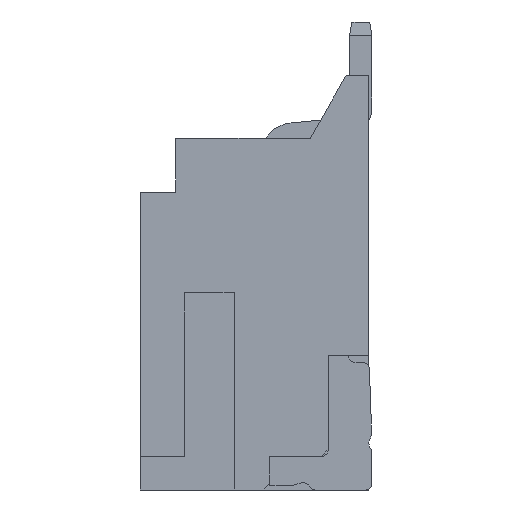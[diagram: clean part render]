
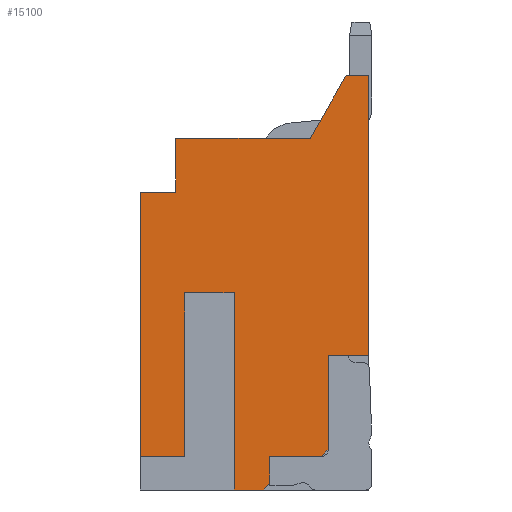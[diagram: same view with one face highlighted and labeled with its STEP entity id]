
A CAD part, left-side view. The second image highlights one B-rep face of the part: STEP entity #15100.
In plain terms, the highlighted planar face has unit normal (-1, 0, 0).
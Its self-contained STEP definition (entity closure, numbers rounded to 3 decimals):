
#113 = VECTOR ( 'NONE', #4118, 1000. ) ;
#142 = CARTESIAN_POINT ( 'NONE',  ( -8., 0., -1.2 ) ) ;
#161 = VERTEX_POINT ( 'NONE', #142 ) ;
#327 = VERTEX_POINT ( 'NONE', #1683 ) ;
#445 = ORIENTED_EDGE ( 'NONE', *, *, #12536, .F. ) ;
#626 = LINE ( 'NONE', #4517, #15720 ) ;
#828 = VERTEX_POINT ( 'NONE', #2694 ) ;
#875 = CARTESIAN_POINT ( 'NONE',  ( -8., -0.8, -1.2 ) ) ;
#895 = EDGE_CURVE ( 'NONE', #327, #9810, #7838, .T. ) ;
#1007 = LINE ( 'NONE', #14903, #2012 ) ;
#1314 = VERTEX_POINT ( 'NONE', #9487 ) ;
#1382 = LINE ( 'NONE', #15127, #2043 ) ;
#1397 = EDGE_CURVE ( 'NONE', #8038, #7952, #10774, .T. ) ;
#1546 = EDGE_CURVE ( 'NONE', #9612, #15925, #5514, .T. ) ;
#1566 = LINE ( 'NONE', #2703, #1980 ) ;
#1632 = CARTESIAN_POINT ( 'NONE',  ( -8., -2.55, -4.85 ) ) ;
#1683 = CARTESIAN_POINT ( 'NONE',  ( -8., -2.1, -3.45 ) ) ;
#1686 = EDGE_LOOP ( 'NONE', ( #10207, #5072, #10544, #11136, #11212, #4405, #3832, #445, #9488, #12320, #15101, #15526, #4047, #12130, #11641, #10263, #3323, #15412 ) ) ;
#1931 = LINE ( 'NONE', #6919, #5636 ) ;
#1980 = VECTOR ( 'NONE', #12794, 1000. ) ;
#2012 = VECTOR ( 'NONE', #3530, 1000. ) ;
#2025 = LINE ( 'NONE', #7085, #11247 ) ;
#2043 = VECTOR ( 'NONE', #11368, 1000. ) ;
#2205 = CARTESIAN_POINT ( 'NONE',  ( -8., 0., -7.1 ) ) ;
#2259 = CARTESIAN_POINT ( 'NONE',  ( -8., -4.2, -4.85 ) ) ;
#2425 = CARTESIAN_POINT ( 'NONE',  ( -8., -2.55, -3.225 ) ) ;
#2509 = DIRECTION ( 'NONE',  ( 0., 0., -1. ) ) ;
#2617 = VERTEX_POINT ( 'NONE', #2259 ) ;
#2683 = CARTESIAN_POINT ( 'NONE',  ( -8., -2.9, -6.025 ) ) ;
#2694 = CARTESIAN_POINT ( 'NONE',  ( -8., -2.9, -7.1 ) ) ;
#2703 = CARTESIAN_POINT ( 'NONE',  ( -8., -2.55, -7.85 ) ) ;
#2840 = CARTESIAN_POINT ( 'NONE',  ( -8., -4.2, -3.225 ) ) ;
#3028 = VECTOR ( 'NONE', #12374, 1000. ) ;
#3080 = VECTOR ( 'NONE', #7916, 1000. ) ;
#3179 = VECTOR ( 'NONE', #4172, 1000. ) ;
#3323 = ORIENTED_EDGE ( 'NONE', *, *, #13195, .T. ) ;
#3527 = VECTOR ( 'NONE', #11039, 1000. ) ;
#3530 = DIRECTION ( 'NONE',  ( 0., 0., 1. ) ) ;
#3832 = ORIENTED_EDGE ( 'NONE', *, *, #1397, .F. ) ;
#3918 = CARTESIAN_POINT ( 'NONE',  ( -8., -1., -7.1 ) ) ;
#4047 = ORIENTED_EDGE ( 'NONE', *, *, #895, .F. ) ;
#4055 = EDGE_CURVE ( 'NONE', #13289, #8240, #6761, .T. ) ;
#4118 = DIRECTION ( 'NONE',  ( 0., 0.707, -0.707 ) ) ;
#4147 = CARTESIAN_POINT ( 'NONE',  ( -8., -4.85, 1.4 ) ) ;
#4172 = DIRECTION ( 'NONE',  ( 0., 1., 0. ) ) ;
#4405 = ORIENTED_EDGE ( 'NONE', *, *, #10113, .F. ) ;
#4517 = CARTESIAN_POINT ( 'NONE',  ( -8., -1., -3.225 ) ) ;
#4839 = CARTESIAN_POINT ( 'NONE',  ( -8., -3.8, 0. ) ) ;
#4961 = FACE_OUTER_BOUND ( 'NONE', #1686, .T. ) ;
#5053 = LINE ( 'NONE', #2683, #3028 ) ;
#5072 = ORIENTED_EDGE ( 'NONE', *, *, #15308, .F. ) ;
#5084 = EDGE_CURVE ( 'NONE', #13067, #828, #1931, .T. ) ;
#5150 = DIRECTION ( 'NONE',  ( 0., -0.496, 0.868 ) ) ;
#5283 = EDGE_CURVE ( 'NONE', #8240, #161, #7055, .T. ) ;
#5514 = LINE ( 'NONE', #12808, #113 ) ;
#5551 = VECTOR ( 'NONE', #11312, 1000. ) ;
#5581 = EDGE_CURVE ( 'NONE', #8193, #15925, #1566, .T. ) ;
#5636 = VECTOR ( 'NONE', #11846, 1000. ) ;
#5905 = VECTOR ( 'NONE', #11018, 1000. ) ;
#6269 = LINE ( 'NONE', #13730, #3527 ) ;
#6375 = LINE ( 'NONE', #11387, #13769 ) ;
#6652 = CARTESIAN_POINT ( 'NONE',  ( -8., -4.05, -7.1 ) ) ;
#6761 = LINE ( 'NONE', #10633, #13737 ) ;
#6916 = VERTEX_POINT ( 'NONE', #15647 ) ;
#6919 = CARTESIAN_POINT ( 'NONE',  ( -8., -2.55, -7.1 ) ) ;
#7055 = LINE ( 'NONE', #8115, #14191 ) ;
#7085 = CARTESIAN_POINT ( 'NONE',  ( -8., -2.55, -1.2 ) ) ;
#7439 = LINE ( 'NONE', #13527, #5551 ) ;
#7838 = LINE ( 'NONE', #15224, #3179 ) ;
#7916 = DIRECTION ( 'NONE',  ( 0., 1., 0. ) ) ;
#7952 = VERTEX_POINT ( 'NONE', #4839 ) ;
#8038 = VERTEX_POINT ( 'NONE', #8976 ) ;
#8056 = DIRECTION ( 'NONE',  ( 0., 1., 0. ) ) ;
#8115 = CARTESIAN_POINT ( 'NONE',  ( -8., 0., -3.225 ) ) ;
#8141 = VECTOR ( 'NONE', #9273, 1000. ) ;
#8164 = EDGE_CURVE ( 'NONE', #8193, #327, #1007, .T. ) ;
#8191 = DIRECTION ( 'NONE',  ( 0., 0., -1. ) ) ;
#8193 = VERTEX_POINT ( 'NONE', #12300 ) ;
#8240 = VERTEX_POINT ( 'NONE', #2205 ) ;
#8270 = EDGE_CURVE ( 'NONE', #6916, #2617, #13913, .T. ) ;
#8931 = EDGE_CURVE ( 'NONE', #6916, #11898, #1382, .T. ) ;
#8976 = CARTESIAN_POINT ( 'NONE',  ( -8., -0.8, 0. ) ) ;
#9188 = LINE ( 'NONE', #4147, #9743 ) ;
#9273 = DIRECTION ( 'NONE',  ( 0., 0., -1. ) ) ;
#9487 = CARTESIAN_POINT ( 'NONE',  ( -8., -4.6, 1.4 ) ) ;
#9488 = ORIENTED_EDGE ( 'NONE', *, *, #11619, .F. ) ;
#9507 = DIRECTION ( 'NONE',  ( 0., -1., 0. ) ) ;
#9612 = VERTEX_POINT ( 'NONE', #14845 ) ;
#9743 = VECTOR ( 'NONE', #13973, 1000. ) ;
#9810 = VERTEX_POINT ( 'NONE', #12884 ) ;
#9909 = PLANE ( 'NONE',  #15885 ) ;
#10113 = EDGE_CURVE ( 'NONE', #7952, #1314, #6375, .T. ) ;
#10192 = CARTESIAN_POINT ( 'NONE',  ( -8., -2.75, -7.85 ) ) ;
#10207 = ORIENTED_EDGE ( 'NONE', *, *, #10889, .F. ) ;
#10263 = ORIENTED_EDGE ( 'NONE', *, *, #1546, .F. ) ;
#10544 = ORIENTED_EDGE ( 'NONE', *, *, #8270, .F. ) ;
#10633 = CARTESIAN_POINT ( 'NONE',  ( -8., -2.55, -7.1 ) ) ;
#10774 = LINE ( 'NONE', #15814, #5905 ) ;
#10889 = EDGE_CURVE ( 'NONE', #13869, #13067, #7439, .T. ) ;
#11018 = DIRECTION ( 'NONE',  ( 0., -1., 0. ) ) ;
#11039 = DIRECTION ( 'NONE',  ( 0., 0., 1. ) ) ;
#11136 = ORIENTED_EDGE ( 'NONE', *, *, #8931, .T. ) ;
#11212 = ORIENTED_EDGE ( 'NONE', *, *, #12624, .F. ) ;
#11247 = VECTOR ( 'NONE', #9507, 1000. ) ;
#11312 = DIRECTION ( 'NONE',  ( 0., 0.707, -0.707 ) ) ;
#11368 = DIRECTION ( 'NONE',  ( 0., 0., 1. ) ) ;
#11387 = CARTESIAN_POINT ( 'NONE',  ( -8., -3.8, 0. ) ) ;
#11619 = EDGE_CURVE ( 'NONE', #161, #13621, #2025, .T. ) ;
#11641 = ORIENTED_EDGE ( 'NONE', *, *, #5581, .T. ) ;
#11826 = DIRECTION ( 'NONE',  ( 0., 0., 1. ) ) ;
#11846 = DIRECTION ( 'NONE',  ( 0., 1., 0. ) ) ;
#11898 = VERTEX_POINT ( 'NONE', #15640 ) ;
#12130 = ORIENTED_EDGE ( 'NONE', *, *, #8164, .F. ) ;
#12300 = CARTESIAN_POINT ( 'NONE',  ( -8., -2.1, -7.85 ) ) ;
#12320 = ORIENTED_EDGE ( 'NONE', *, *, #5283, .F. ) ;
#12374 = DIRECTION ( 'NONE',  ( 0., 0., 1. ) ) ;
#12536 = EDGE_CURVE ( 'NONE', #13621, #8038, #6269, .T. ) ;
#12624 = EDGE_CURVE ( 'NONE', #1314, #11898, #9188, .T. ) ;
#12794 = DIRECTION ( 'NONE',  ( 0., -1., 0. ) ) ;
#12808 = CARTESIAN_POINT ( 'NONE',  ( -8., -2.9, -7.7 ) ) ;
#12884 = CARTESIAN_POINT ( 'NONE',  ( -8., -1., -3.45 ) ) ;
#13067 = VERTEX_POINT ( 'NONE', #6652 ) ;
#13195 = EDGE_CURVE ( 'NONE', #9612, #828, #5053, .T. ) ;
#13289 = VERTEX_POINT ( 'NONE', #3918 ) ;
#13527 = CARTESIAN_POINT ( 'NONE',  ( -8., -4.2, -6.95 ) ) ;
#13554 = CARTESIAN_POINT ( 'NONE',  ( -8., -4.2, -6.95 ) ) ;
#13621 = VERTEX_POINT ( 'NONE', #875 ) ;
#13730 = CARTESIAN_POINT ( 'NONE',  ( -8., -0.8, -3.925 ) ) ;
#13737 = VECTOR ( 'NONE', #8056, 1000. ) ;
#13769 = VECTOR ( 'NONE', #5150, 1000. ) ;
#13869 = VERTEX_POINT ( 'NONE', #13554 ) ;
#13913 = LINE ( 'NONE', #1632, #3080 ) ;
#13973 = DIRECTION ( 'NONE',  ( 0., -1., 0. ) ) ;
#14047 = EDGE_CURVE ( 'NONE', #9810, #13289, #626, .T. ) ;
#14065 = LINE ( 'NONE', #2840, #8141 ) ;
#14191 = VECTOR ( 'NONE', #11826, 1000. ) ;
#14845 = CARTESIAN_POINT ( 'NONE',  ( -8., -2.9, -7.7 ) ) ;
#14903 = CARTESIAN_POINT ( 'NONE',  ( -8., -2.1, -3.225 ) ) ;
#15100 = ADVANCED_FACE ( 'NONE', ( #4961 ), #9909, .F. ) ;
#15101 = ORIENTED_EDGE ( 'NONE', *, *, #4055, .F. ) ;
#15127 = CARTESIAN_POINT ( 'NONE',  ( -8., -5.1, -3.225 ) ) ;
#15224 = CARTESIAN_POINT ( 'NONE',  ( -8., -2.55, -3.45 ) ) ;
#15308 = EDGE_CURVE ( 'NONE', #2617, #13869, #14065, .T. ) ;
#15412 = ORIENTED_EDGE ( 'NONE', *, *, #5084, .F. ) ;
#15526 = ORIENTED_EDGE ( 'NONE', *, *, #14047, .F. ) ;
#15640 = CARTESIAN_POINT ( 'NONE',  ( -8., -5.1, 1.4 ) ) ;
#15647 = CARTESIAN_POINT ( 'NONE',  ( -8., -5.1, -4.85 ) ) ;
#15720 = VECTOR ( 'NONE', #8191, 1000. ) ;
#15814 = CARTESIAN_POINT ( 'NONE',  ( -8., -2.55, 0. ) ) ;
#15885 = AXIS2_PLACEMENT_3D ( 'NONE', #2425, #16010, #2509 ) ;
#15925 = VERTEX_POINT ( 'NONE', #10192 ) ;
#16010 = DIRECTION ( 'NONE',  ( 1., 0., 0. ) ) ;
